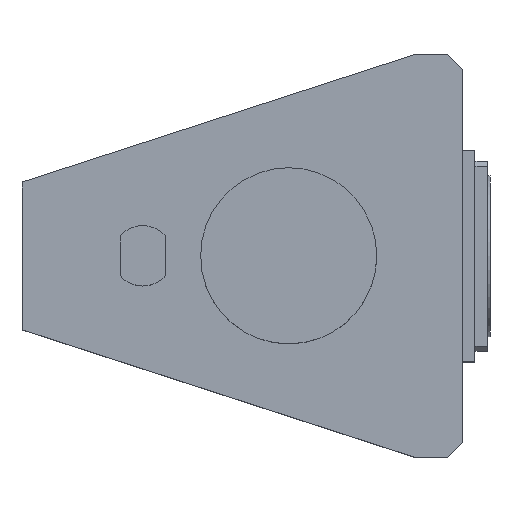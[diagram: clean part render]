
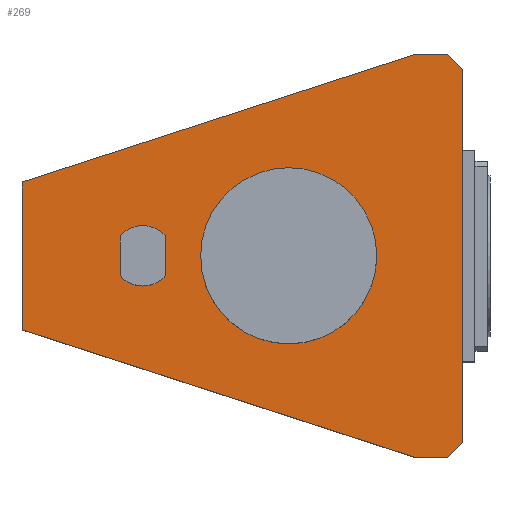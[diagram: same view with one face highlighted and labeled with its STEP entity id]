
A CAD part, top view. The second image highlights one B-rep face of the part: STEP entity #269.
In plain terms, the highlighted planar face has unit normal (0, 0, 1).
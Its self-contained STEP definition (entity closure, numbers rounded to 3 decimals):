
#82=PLANE('',#783);
#123=LINE('',#1288,#197);
#126=LINE('',#1296,#200);
#153=LINE('',#1357,#227);
#154=LINE('',#1360,#228);
#155=LINE('',#1362,#229);
#156=LINE('',#1364,#230);
#157=LINE('',#1366,#231);
#158=LINE('',#1368,#232);
#159=LINE('',#1370,#233);
#160=LINE('',#1372,#234);
#197=VECTOR('',#871,1.);
#200=VECTOR('',#880,1.);
#227=VECTOR('',#931,1.);
#228=VECTOR('',#932,1.);
#229=VECTOR('',#933,1.);
#230=VECTOR('',#934,1.);
#231=VECTOR('',#935,1.);
#232=VECTOR('',#936,1.);
#233=VECTOR('',#937,1.);
#234=VECTOR('',#938,1.);
#269=ADVANCED_FACE('',(#312,#313,#314),#82,.F.);
#294=CIRCLE('',#766,6.);
#295=CIRCLE('',#769,6.);
#297=CIRCLE('',#774,17.5);
#312=FACE_BOUND('',#354,.T.);
#313=FACE_BOUND('',#355,.T.);
#314=FACE_BOUND('',#356,.T.);
#354=EDGE_LOOP('',(#497,#498,#499,#500));
#355=EDGE_LOOP('',(#501));
#356=EDGE_LOOP('',(#502,#503,#504,#505,#506,#507,#508,#509));
#497=ORIENTED_EDGE('',*,*,#666,.T.);
#498=ORIENTED_EDGE('',*,*,#673,.T.);
#499=ORIENTED_EDGE('',*,*,#671,.T.);
#500=ORIENTED_EDGE('',*,*,#669,.T.);
#501=ORIENTED_EDGE('',*,*,#675,.T.);
#502=ORIENTED_EDGE('',*,*,#702,.F.);
#503=ORIENTED_EDGE('',*,*,#703,.F.);
#504=ORIENTED_EDGE('',*,*,#704,.F.);
#505=ORIENTED_EDGE('',*,*,#705,.F.);
#506=ORIENTED_EDGE('',*,*,#706,.F.);
#507=ORIENTED_EDGE('',*,*,#707,.F.);
#508=ORIENTED_EDGE('',*,*,#708,.F.);
#509=ORIENTED_EDGE('',*,*,#709,.F.);
#591=VERTEX_POINT('',#1283);
#592=VERTEX_POINT('',#1284);
#593=VERTEX_POINT('',#1289);
#594=VERTEX_POINT('',#1293);
#596=VERTEX_POINT('',#1302);
#617=VERTEX_POINT('',#1358);
#618=VERTEX_POINT('',#1359);
#619=VERTEX_POINT('',#1361);
#620=VERTEX_POINT('',#1363);
#621=VERTEX_POINT('',#1365);
#622=VERTEX_POINT('',#1367);
#623=VERTEX_POINT('',#1369);
#624=VERTEX_POINT('',#1371);
#666=EDGE_CURVE('',#591,#592,#294,.T.);
#669=EDGE_CURVE('',#593,#591,#123,.T.);
#671=EDGE_CURVE('',#594,#593,#295,.T.);
#673=EDGE_CURVE('',#592,#594,#126,.T.);
#675=EDGE_CURVE('',#596,#596,#297,.T.);
#702=EDGE_CURVE('',#617,#618,#153,.T.);
#703=EDGE_CURVE('',#619,#617,#154,.T.);
#704=EDGE_CURVE('',#620,#619,#155,.T.);
#705=EDGE_CURVE('',#621,#620,#156,.T.);
#706=EDGE_CURVE('',#622,#621,#157,.T.);
#707=EDGE_CURVE('',#623,#622,#158,.T.);
#708=EDGE_CURVE('',#624,#623,#159,.T.);
#709=EDGE_CURVE('',#618,#624,#160,.T.);
#766=AXIS2_PLACEMENT_3D('',#1282,#865,#866);
#769=AXIS2_PLACEMENT_3D('',#1292,#875,#876);
#774=AXIS2_PLACEMENT_3D('',#1301,#887,#888);
#783=AXIS2_PLACEMENT_3D('',#1373,#939,#940);
#865=DIRECTION('',(0.,0.,-1.));
#866=DIRECTION('',(0.,-1.,0.));
#871=DIRECTION('',(0.,1.,0.));
#875=DIRECTION('',(0.,0.,-1.));
#876=DIRECTION('',(0.,1.,0.));
#880=DIRECTION('',(0.,-1.,0.));
#887=DIRECTION('',(0.,0.,-1.));
#888=DIRECTION('',(0.,-1.,0.));
#931=DIRECTION('',(-0.951,0.309,0.));
#932=DIRECTION('',(-1.,0.,0.));
#933=DIRECTION('',(-0.707,-0.707,0.));
#934=DIRECTION('',(0.,-1.,0.));
#935=DIRECTION('',(0.707,-0.707,0.));
#936=DIRECTION('',(1.,0.,0.));
#937=DIRECTION('',(0.951,0.309,0.));
#938=DIRECTION('',(0.,1.,0.));
#939=DIRECTION('',(0.,0.,-1.));
#940=DIRECTION('',(1.,0.,0.));
#1282=CARTESIAN_POINT('',(-29.,0.,0.));
#1283=CARTESIAN_POINT('',(-33.5,3.969,0.));
#1284=CARTESIAN_POINT('',(-24.5,3.969,0.));
#1288=CARTESIAN_POINT('',(-33.5,3.969,0.));
#1289=CARTESIAN_POINT('',(-33.5,-3.969,0.));
#1292=CARTESIAN_POINT('',(-29.,0.,0.));
#1293=CARTESIAN_POINT('',(-24.5,-3.969,0.));
#1296=CARTESIAN_POINT('',(-24.5,3.969,0.));
#1301=CARTESIAN_POINT('',(0.,0.,0.));
#1302=CARTESIAN_POINT('',(0.,-17.5,0.));
#1357=CARTESIAN_POINT('',(24.9,-40.,0.));
#1358=CARTESIAN_POINT('',(24.9,-40.,0.));
#1359=CARTESIAN_POINT('',(-53.,-14.689,0.));
#1360=CARTESIAN_POINT('',(31.5,-40.,0.));
#1361=CARTESIAN_POINT('',(31.5,-40.,0.));
#1362=CARTESIAN_POINT('',(34.5,-37.,0.));
#1363=CARTESIAN_POINT('',(34.5,-37.,0.));
#1364=CARTESIAN_POINT('',(34.5,37.,0.));
#1365=CARTESIAN_POINT('',(34.5,37.,0.));
#1366=CARTESIAN_POINT('',(31.5,40.,0.));
#1367=CARTESIAN_POINT('',(31.5,40.,0.));
#1368=CARTESIAN_POINT('',(24.9,40.,0.));
#1369=CARTESIAN_POINT('',(24.9,40.,0.));
#1370=CARTESIAN_POINT('',(-53.,14.689,0.));
#1371=CARTESIAN_POINT('',(-53.,14.689,0.));
#1372=CARTESIAN_POINT('',(-53.,-14.689,0.));
#1373=CARTESIAN_POINT('',(0.,0.,0.));
